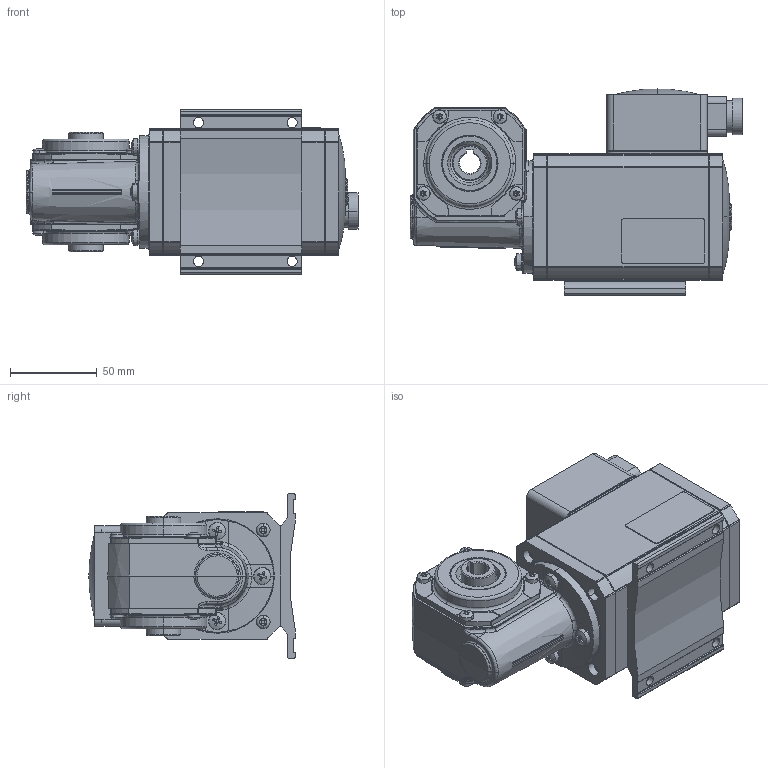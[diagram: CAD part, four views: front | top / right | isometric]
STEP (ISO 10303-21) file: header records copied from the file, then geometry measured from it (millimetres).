
FILE_DESCRIPTION(('STEP AP214'),'1');
FILE_NAME('tmp0.STP','2015-03-09T14:05:49',(' '),(' '),'Spatial InterOp 3D',' ',' ');
FILE_SCHEMA(('automotive_design'));
Length unit declared in the file: millimetre
Products named in the file (22): 1; Getriebe_VE31-D-H-+-2253410_ |NAUO16#N_7500CE-+-N_7500CE_ _C M 4 x 10;NONE; Getriebe_VE31-D-H-+-2253410_ |NAUO18#Geh_use_lackiert-+-2264560_ _PDB_2264560;NONE; Getriebe_VE31-D-H-+-2253410_ |NAUO12#N_7500CE-+-N_7500CE_ _C M 4 x 10;NONE; Getriebe_VE31-D-H-+-2253410_ |NAUO4#N_7500CE-+-N_7500CE_ _C M 4 x 10;NONE; Getriebe_VE31-D-H-+-2253410_ |NAUO19#Schneckenrad_B-+-2193515_ _PDB_2193523;NONE; Getriebe_VE31-D-H-+-2253410_ |NAUO8#Lagerdeckel-+-2253011_ _PDB_2253011;NONE; Getriebe_VE31-D-H-+-2253410_ |NAUO1#N_7985_5_8-+-N_7985_5.8_ _M 5 x 12;NONE; Getriebe_VE31-D-H-+-2253410_ |NAUO5#N_7500CE-+-N_7500CE_ _C M 4 x 10;NONE; Getriebe_VE31-D-H-+-2253410_ |NAUO20#N_128_PDB_1000802;NONE; Getriebe_VE31-D-H-+-2253410_ |NAUO3#N_3760_A 20 x 32 x 7;NONE; Getriebe_VE31-D-H-+-2253410_ |NAUO7#N_7500CE-+-N_7500CE_ _C M 4 x 10;NONE; Getriebe_VE31-D-H-+-2253410_ |NAUO14#N_3760_A 20 x 32 x 7;NONE; Getriebe_VE31-D-H-+-2253410_ |NAUO9#N_128_PDB_1000802;NONE; Getriebe_VE31-D-H-+-2253410_ |NAUO15#N_7500CE-+-N_7500CE_ _C M 4 x 10;NONE; Getriebe_VE31-D-H-+-2253410_ |NAUO6#N_7500CE-+-N_7500CE_ _C M 4 x 10;NONE; Getriebe_VE31-D-H-+-2253410_ |NAUO10#Lagerdeckel-+-2253011_ _PDB_2253011;NONE; Getriebe_VE31-D-H-+-2253410_ |NAUO2#N_7985_5_8-+-N_7985_5.8_ _M 5 x 12;NONE; Getriebe_VE31-D-H-+-2253410_ |NAUO13#N_128_PDB_1000802;NONE; Getriebe_VE31-D-H-+-2253410_ |NAUO11#N_7985_5_8-+-N_7985_5.8_ _M 5 x 12;NONE; Getriebe_VE31-D-H-+-2253410_ |NAUO17#N_7500CE-+-N_7500CE_ _C M 4 x 10;NONE
Bounding box: 191.5 x 119 x 95 mm (x, y, z)
Volume: 910594.3 mm3; surface area: 136494 mm2
Topology: 22 solids, 22 shells, 1834 faces, 4391 edges, 2574 vertices
Faces by surface type: cylinder 644, plane 604, cone 259, torus 194, bspline 90, sphere 43
Entity records: 71625 total; most frequent: CARTESIAN_POINT 14390, DIRECTION 9295, ORIENTED_EDGE 8530, EDGE_CURVE 4265, AXIS2_PLACEMENT_3D 3661, VERTEX_POINT 2574, EDGE_LOOP 1981, LINE 1973
